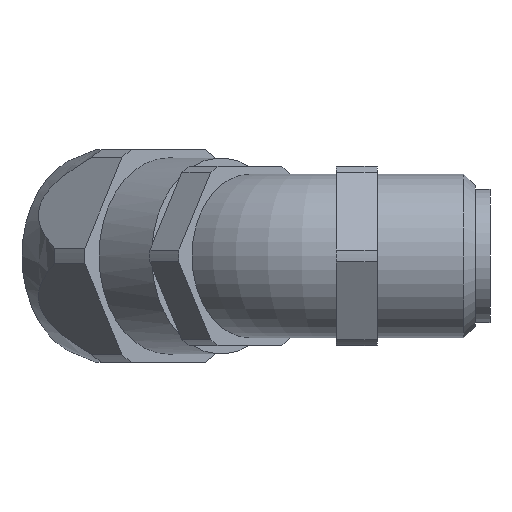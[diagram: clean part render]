
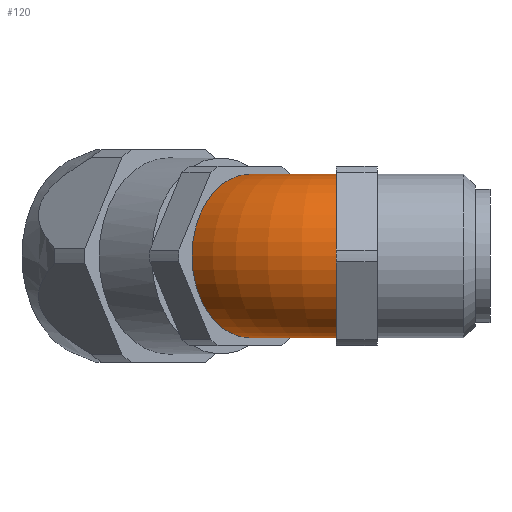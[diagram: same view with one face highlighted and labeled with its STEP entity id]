
A CAD part, left-side view. The second image highlights one B-rep face of the part: STEP entity #120.
In plain terms, the highlighted toroidal (fillet/blend) face has major radius 15 mm and minor radius 10 mm.
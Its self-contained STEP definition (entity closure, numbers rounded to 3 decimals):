
#120 = ADVANCED_FACE( '', ( #248, #249 ), #250, .T. );
#248 = FACE_OUTER_BOUND( '', #404, .T. );
#249 = FACE_OUTER_BOUND( '', #405, .T. );
#250 = TOROIDAL_SURFACE( '', #406, 15., 10. );
#404 = EDGE_LOOP( '', ( #808 ) );
#405 = EDGE_LOOP( '', ( #809 ) );
#406 = AXIS2_PLACEMENT_3D( '', #810, #811, #812 );
#808 = ORIENTED_EDGE( '', *, *, #1018, .T. );
#809 = ORIENTED_EDGE( '', *, *, #1047, .F. );
#810 = CARTESIAN_POINT( '', ( 0., 0., 0. ) );
#811 = DIRECTION( '', ( 0., 0., -1. ) );
#812 = DIRECTION( '', ( -1., 0., 0. ) );
#1018 = EDGE_CURVE( '', #1221, #1221, #1222, .T. );
#1047 = EDGE_CURVE( '', #1266, #1266, #1267, .T. );
#1221 = VERTEX_POINT( '', #1611 );
#1222 = CIRCLE( '', #1612, 10. );
#1266 = VERTEX_POINT( '', #1676 );
#1267 = CIRCLE( '', #1677, 10. );
#1611 = CARTESIAN_POINT( '', ( -5., 0., 0. ) );
#1612 = AXIS2_PLACEMENT_3D( '', #1987, #1988, #1989 );
#1676 = CARTESIAN_POINT( '', ( -3.536, 3.536, 0. ) );
#1677 = AXIS2_PLACEMENT_3D( '', #2034, #2035, #2036 );
#1987 = CARTESIAN_POINT( '', ( -15., 0., 0. ) );
#1988 = DIRECTION( '', ( 0., 1., 0. ) );
#1989 = DIRECTION( '', ( 1., 0., 0. ) );
#2034 = CARTESIAN_POINT( '', ( -10.607, 10.607, 0. ) );
#2035 = DIRECTION( '', ( 0.707, 0.707, 0. ) );
#2036 = DIRECTION( '', ( 0.707, -0.707, 0. ) );
